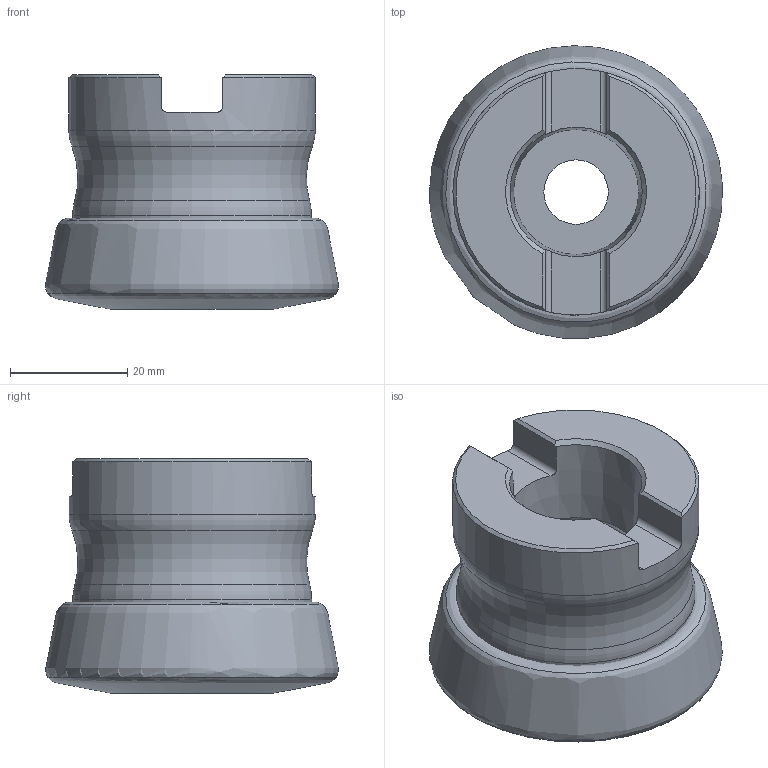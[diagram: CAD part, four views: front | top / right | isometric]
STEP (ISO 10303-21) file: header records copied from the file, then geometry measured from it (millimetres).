
FILE_DESCRIPTION(/* description */ (''),/* implementation_level */ '2;1');
FILE_NAME(/* name */ 'R220.21-0050-SP14.5A_Basic.stp',/* time_stamp */ '2021-05-01T10:12:29+06:00',/* author */ (''),/* organization */ (''),/* preprocessor_version */ 'ST-DEVELOPER v16.7',/* originating_system */ 'SIEMENS PLM Software NX 12.0',/* authorisation */ '');
FILE_SCHEMA (('AUTOMOTIVE_DESIGN { 1 0 10303 214 3 1 1 1 }'));
Length unit declared in the file: millimetre
Products named in the file (4): CUT; NOCUT; ASSEMBLY_CONSTRUCTION; inpu2BFC3C75eugy
Assembly tree (3 placements, depth 2):
  inpu2BFC3C75eugy
    ASSEMBLY_CONSTRUCTION
    NOCUT
    CUT
Bounding box: 49.92 x 49.87 x 39.99 mm (x, y, z)
Volume: 61651.5 mm3; surface area: 16231.9 mm2
Topology: 2 solids, 2 shells, 42 faces, 109 edges, 81 vertices
Faces by surface type: plane 15, cone 8, cylinder 8, torus 6, revolution 5
Full cylindrical faces by diameter (mm): 11 x1, 16 x1, 40.7 x1, 42 x1
Entity records: 1553 total; most frequent: CARTESIAN_POINT 471, DIRECTION 193, ORIENTED_EDGE 154, AXIS2_PLACEMENT_3D 84, EDGE_CURVE 77, EDGE_LOOP 64, VERTEX_POINT 57, FACE_BOUND 44
